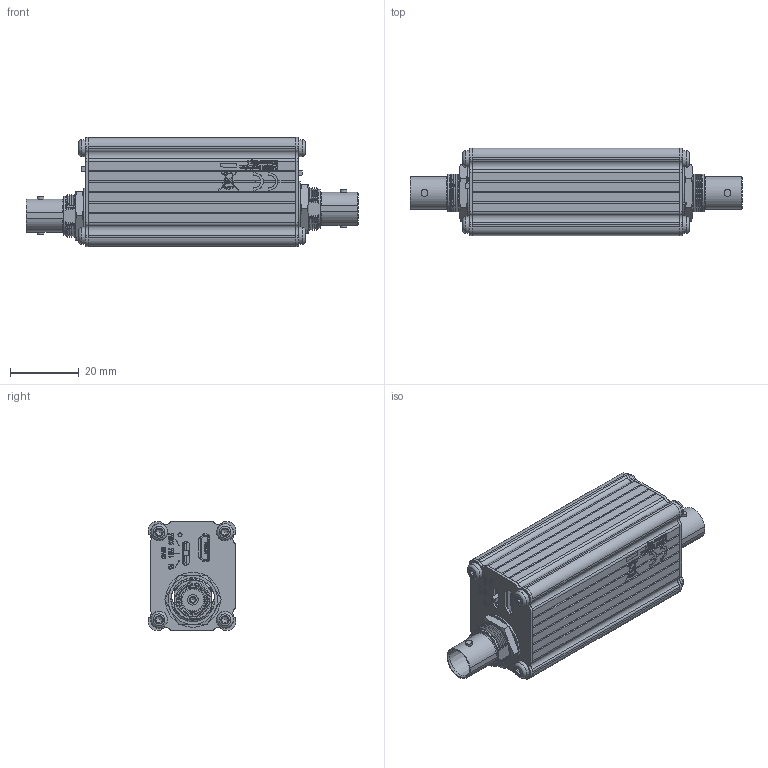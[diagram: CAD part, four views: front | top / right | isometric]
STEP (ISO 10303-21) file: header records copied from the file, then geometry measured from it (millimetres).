
FILE_DESCRIPTION (( 'STEP AP214' ), '1' );
FILE_NAME ('19.12.02_AMP100 WEB.STEP', '2019-12-02T14:02:09', ( '' ), ( '' ), 'SwSTEP 2.0', 'SolidWorks 2018', '' );
FILE_SCHEMA (( 'AUTOMOTIVE_DESIGN' ));
Length unit declared in the file: millimetre
Products named in the file (1): 19.12.02_AMP100 WEB
Bounding box: 96.65 x 25.4 x 31.75 mm (x, y, z)
Surface area: 30949.4 mm2 (no closed solid volume)
Topology: 0 solids, 36 shells, 4717 faces, 13511 edges, 9044 vertices
Faces by surface type: plane 3144, bspline 671, cylinder 665, cone 212, torus 16, sphere 9
Full cylindrical faces by diameter (mm): 0.2 x4, 0.457 x6, 0.542 x1, 0.6 x4, 0.8 x3, 0.85 x2, 0.9 x2, 0.95 x1, 1 x2, 1.107 x1, 1.143 x2, 1.18 x1, 1.194 x2, 1.245 x2, 1.486 x2, 1.727 x1, 1.905 x2, 1.93 x2, 1.981 x4, 2.2 x1, 2.224 x8, 2.5 x8, 3.048 x2, 3.5 x8, 4.039 x2, 6.35 x2, 6.909 x2, 6.934 x2, 12.7 x2, 14 x2
Entity records: 240545 total; most frequent: CARTESIAN_POINT 70604, ORIENTED_EDGE 26136, DIRECTION 20910, EDGE_CURVE 13300, VECTOR 9750, LINE 9750, VERTEX_POINT 9002, AXIS2_PLACEMENT_3D 5580
